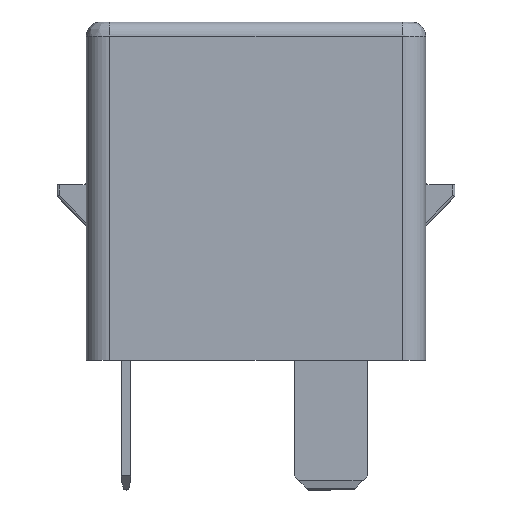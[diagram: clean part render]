
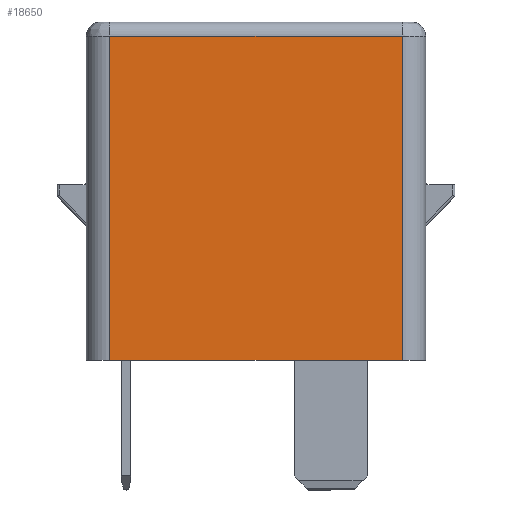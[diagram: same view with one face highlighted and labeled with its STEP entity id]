
A CAD part, front view. The second image highlights one B-rep face of the part: STEP entity #18650.
In plain terms, the highlighted planar face has unit normal (0, -1, 0).
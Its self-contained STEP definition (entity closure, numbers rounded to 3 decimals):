
#1614 = VERTEX_POINT ( 'NONE', #5654 ) ;
#1877 = CARTESIAN_POINT ( 'NONE',  ( -12.5, -12.5, 0. ) ) ;
#2278 = DIRECTION ( 'NONE',  ( -1., 0., 0. ) ) ;
#3119 = CARTESIAN_POINT ( 'NONE',  ( -12.5, -12.5, 28.9 ) ) ;
#3434 = LINE ( 'NONE', #20613, #17054 ) ;
#4333 = CARTESIAN_POINT ( 'NONE',  ( 12.5, -12.5, 28.9 ) ) ;
#4403 = CARTESIAN_POINT ( 'NONE',  ( -12.5, -12.5, 0. ) ) ;
#4893 = EDGE_CURVE ( 'NONE', #11917, #12179, #5570, .T. ) ;
#5010 = EDGE_CURVE ( 'NONE', #12179, #1614, #7921, .T. ) ;
#5079 = CARTESIAN_POINT ( 'NONE',  ( 12.5, -12.5, 27.7 ) ) ;
#5570 = LINE ( 'NONE', #1877, #15667 ) ;
#5654 = CARTESIAN_POINT ( 'NONE',  ( -12.5, -12.5, 27.7 ) ) ;
#5935 = EDGE_CURVE ( 'NONE', #1614, #12694, #3434, .T. ) ;
#7117 = ORIENTED_EDGE ( 'NONE', *, *, #4893, .F. ) ;
#7574 = FACE_OUTER_BOUND ( 'NONE', #11154, .T. ) ;
#7921 = LINE ( 'NONE', #3119, #13277 ) ;
#8164 = CARTESIAN_POINT ( 'NONE',  ( 12.5, -12.5, 0. ) ) ;
#9420 = DIRECTION ( 'NONE',  ( 0., 0., 1. ) ) ;
#11154 = EDGE_LOOP ( 'NONE', ( #20154, #12720, #7117, #19689 ) ) ;
#11917 = VERTEX_POINT ( 'NONE', #8164 ) ;
#12179 = VERTEX_POINT ( 'NONE', #4403 ) ;
#12694 = VERTEX_POINT ( 'NONE', #5079 ) ;
#12720 = ORIENTED_EDGE ( 'NONE', *, *, #5010, .F. ) ;
#13277 = VECTOR ( 'NONE', #9420, 1000. ) ;
#13861 = LINE ( 'NONE', #4333, #18224 ) ;
#14236 = DIRECTION ( 'NONE',  ( 0., 0., 1. ) ) ;
#15149 = AXIS2_PLACEMENT_3D ( 'NONE', #15517, #17011, #14236 ) ;
#15517 = CARTESIAN_POINT ( 'NONE',  ( -14.5, -12.5, 28.9 ) ) ;
#15614 = EDGE_CURVE ( 'NONE', #12694, #11917, #13861, .T. ) ;
#15667 = VECTOR ( 'NONE', #2278, 1000. ) ;
#17011 = DIRECTION ( 'NONE',  ( 0., 1., 0. ) ) ;
#17054 = VECTOR ( 'NONE', #17517, 1000. ) ;
#17347 = PLANE ( 'NONE',  #15149 ) ;
#17517 = DIRECTION ( 'NONE',  ( 1., 0., 0. ) ) ;
#18224 = VECTOR ( 'NONE', #20518, 1000. ) ;
#18650 = ADVANCED_FACE ( 'NONE', ( #7574 ), #17347, .F. ) ;
#19689 = ORIENTED_EDGE ( 'NONE', *, *, #15614, .F. ) ;
#20154 = ORIENTED_EDGE ( 'NONE', *, *, #5935, .F. ) ;
#20518 = DIRECTION ( 'NONE',  ( 0., 0., -1. ) ) ;
#20613 = CARTESIAN_POINT ( 'NONE',  ( -14.5, -12.5, 27.7 ) ) ;
